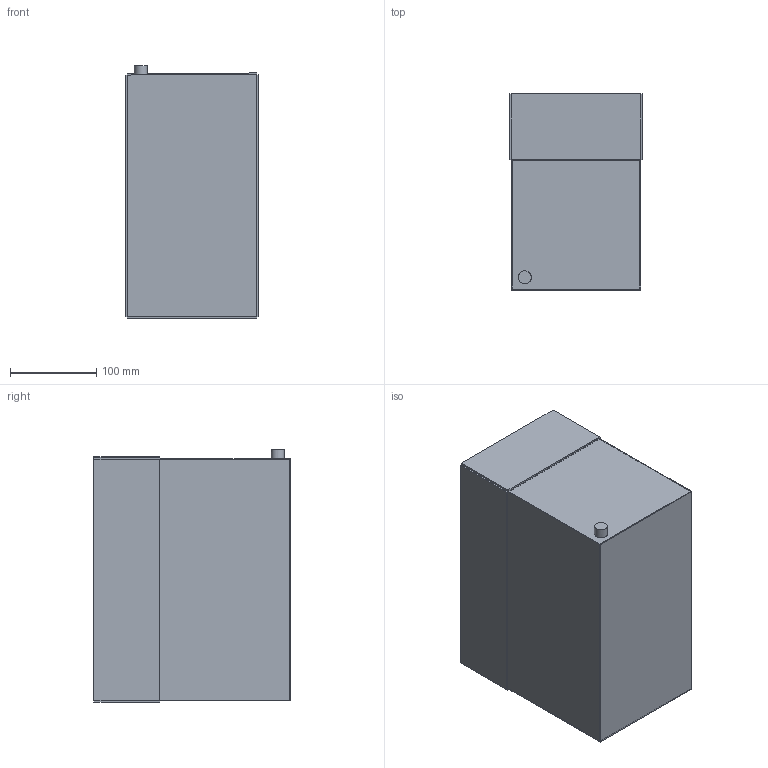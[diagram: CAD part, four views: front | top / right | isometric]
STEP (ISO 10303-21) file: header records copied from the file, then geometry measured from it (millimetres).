
FILE_DESCRIPTION(/* description */ (''),/* implementation_level */ '2;1');
FILE_NAME(/* name */ 'fuel tank v4.step',/* time_stamp */ '2023-02-24T19:50:52+05:30',/* author */ (''),/* organization */ (''),/* preprocessor_version */ 'ST-DEVELOPER v19.2',/* originating_system */ 'Autodesk Translation Framework v11.17.0.187',/* authorisation */ '');
FILE_SCHEMA (('AUTOMOTIVE_DESIGN { 1 0 10303 214 3 1 1 }'));
Length unit declared in the file: millimetre
Products named in the file (1): fuel tank
Bounding box: 154 x 227.2 x 293 mm (x, y, z)
Volume: 416312.7 mm3; surface area: 873249.1 mm2
Topology: 7 solids, 16 shells, 80 faces, 189 edges, 136 vertices
Faces by surface type: plane 65, cylinder 13, bspline 2
Full cylindrical faces by diameter (mm): 15 x2, 101.6 x2, 102.726 x2, 109.62 x3
Entity records: 3775 total; most frequent: CARTESIAN_POINT 1912, ORIENTED_EDGE 343, DIRECTION 338, EDGE_CURVE 189, LINE 154, VECTOR 154, VERTEX_POINT 136, AXIS2_PLACEMENT_3D 92
